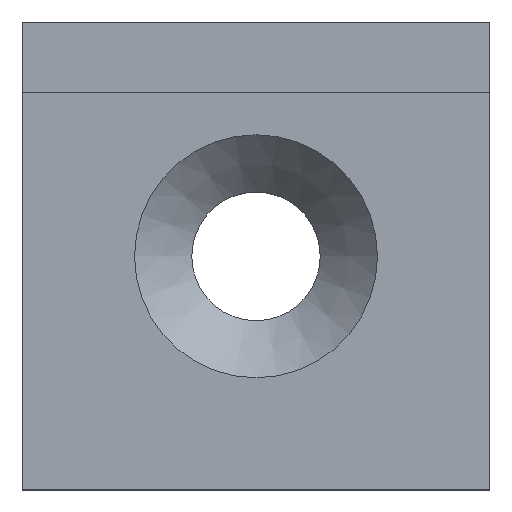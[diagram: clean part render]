
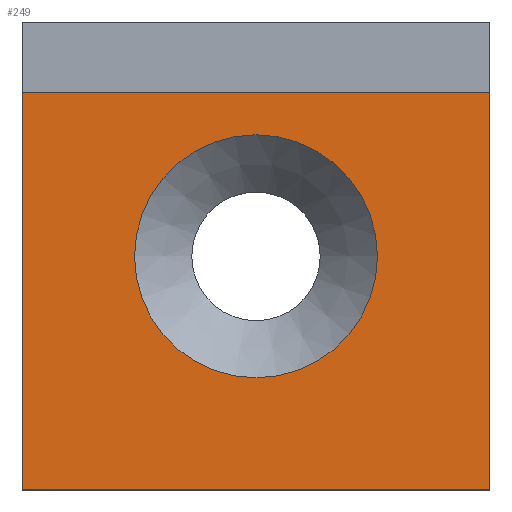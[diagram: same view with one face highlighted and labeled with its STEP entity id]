
A CAD part, top view. The second image highlights one B-rep face of the part: STEP entity #249.
In plain terms, the highlighted planar face has unit normal (0, 0, 1).
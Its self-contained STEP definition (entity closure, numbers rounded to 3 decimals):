
#17=FACE_BOUND('',#52,.T.);
#23=PLANE('',#293);
#37=FACE_OUTER_BOUND('',#51,.T.);
#51=EDGE_LOOP('',(#215,#216,#217,#218));
#52=EDGE_LOOP('',(#219,#220));
#72=LINE('',#427,#94);
#74=LINE('',#431,#96);
#75=LINE('',#433,#97);
#76=LINE('',#434,#98);
#94=VECTOR('',#354,1000.);
#96=VECTOR('',#358,1000.);
#97=VECTOR('',#359,1000.);
#98=VECTOR('',#360,1000.);
#109=CIRCLE('',#284,5.2);
#110=CIRCLE('',#285,5.2);
#121=VERTEX_POINT('',#391);
#122=VERTEX_POINT('',#393);
#133=VERTEX_POINT('',#424);
#134=VERTEX_POINT('',#426);
#135=VERTEX_POINT('',#430);
#136=VERTEX_POINT('',#432);
#148=EDGE_CURVE('',#121,#122,#109,.T.);
#149=EDGE_CURVE('',#122,#121,#110,.T.);
#164=EDGE_CURVE('',#134,#133,#72,.T.);
#166=EDGE_CURVE('',#133,#135,#74,.T.);
#167=EDGE_CURVE('',#136,#135,#75,.T.);
#168=EDGE_CURVE('',#134,#136,#76,.T.);
#215=ORIENTED_EDGE('',*,*,#166,.T.);
#216=ORIENTED_EDGE('',*,*,#167,.F.);
#217=ORIENTED_EDGE('',*,*,#168,.F.);
#218=ORIENTED_EDGE('',*,*,#164,.T.);
#219=ORIENTED_EDGE('',*,*,#149,.F.);
#220=ORIENTED_EDGE('',*,*,#148,.F.);
#249=ADVANCED_FACE('',(#37,#17),#23,.F.);
#284=AXIS2_PLACEMENT_3D('',#394,#324,#325);
#285=AXIS2_PLACEMENT_3D('',#395,#326,#327);
#293=AXIS2_PLACEMENT_3D('',#429,#356,#357);
#324=DIRECTION('center_axis',(0.,0.,
1.));
#325=DIRECTION('ref_axis',(-1.,0.,0.));
#326=DIRECTION('center_axis',(0.,0.,
1.));
#327=DIRECTION('ref_axis',(-1.,0.,0.));
#354=DIRECTION('',(1.,0.,0.));
#356=DIRECTION('center_axis',(0.,0.,
-1.));
#357=DIRECTION('ref_axis',(1.,0.,0.));
#358=DIRECTION('',(0.,1.,0.));
#359=DIRECTION('',(1.,0.,0.));
#360=DIRECTION('',(0.,1.,0.));
#391=CARTESIAN_POINT('',(5.2,-10.,3.));
#393=CARTESIAN_POINT('',(-5.2,-10.,3.));
#394=CARTESIAN_POINT('Origin',(0.,-10.,3.));
#395=CARTESIAN_POINT('Origin',(0.,-10.,3.));
#424=CARTESIAN_POINT('',(10.,-20.,3.));
#426=CARTESIAN_POINT('',(-10.,-20.,3.));
#427=CARTESIAN_POINT('',(-10.,-20.,3.));
#429=CARTESIAN_POINT('Origin',(-10.,-3.3,3.));
#430=CARTESIAN_POINT('',(10.,-3.,3.));
#431=CARTESIAN_POINT('',(10.,-3.3,3.));
#432=CARTESIAN_POINT('',(-10.,-3.,3.));
#433=CARTESIAN_POINT('',(-10.,-3.,3.));
#434=CARTESIAN_POINT('',(-10.,-3.3,3.));
